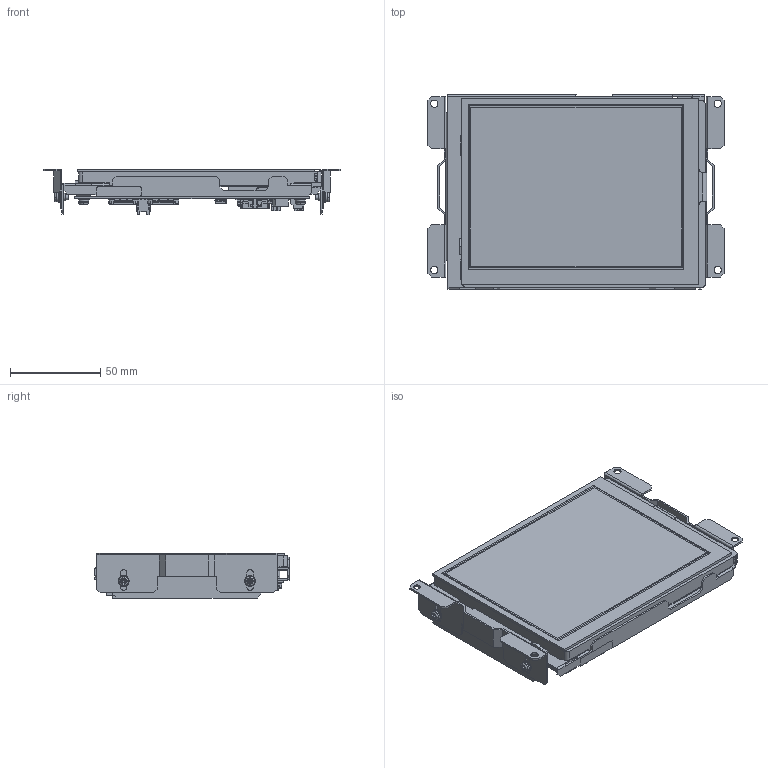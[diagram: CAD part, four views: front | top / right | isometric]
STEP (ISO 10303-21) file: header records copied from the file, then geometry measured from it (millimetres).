
FILE_DESCRIPTION(/* description */ (''),/* implementation_level */ '2;1');
FILE_NAME(/* name */ '',/* time_stamp */ '2024-01-29T10:21:41+09:00',/* author */ (''),/* organization */ (''),/* preprocessor_version */ 'ST-DEVELOPER v18.1',/* originating_system */ 'Autodesk Inventor 2020',/* authorisation */ '');
FILE_SCHEMA (('AUTOMOTIVE_DESIGN { 1 0 10303 214 3 1 1 }'));
Products named in the file (1): HP_IS731-5V-D05
Bounding box: 164 x 107.71 x 25.46 mm (x, y, z)
Volume: 152564.1 mm3; surface area: 132026.6 mm2
Topology: 1 solids, 9 shells, 6315 faces, 18150 edges, 11781 vertices
Faces by surface type: plane 5011, cylinder 1146, bspline 74, sphere 36, torus 32, cone 16
Full cylindrical faces by diameter (mm): 0.5 x2, 1.2 x2, 1.328 x1, 2.459 x2, 3.5 x4, 3.6 x4, 4 x10, 4.5 x2, 4.52 x2, 6 x2, 7 x1, 8 x4
Entity records: 208637 total; most frequent: CARTESIAN_POINT 41230, ORIENTED_EDGE 36292, DIRECTION 32893, EDGE_CURVE 18146, LINE 15227, VECTOR 15227, VERTEX_POINT 11781, AXIS2_PLACEMENT_3D 8833
